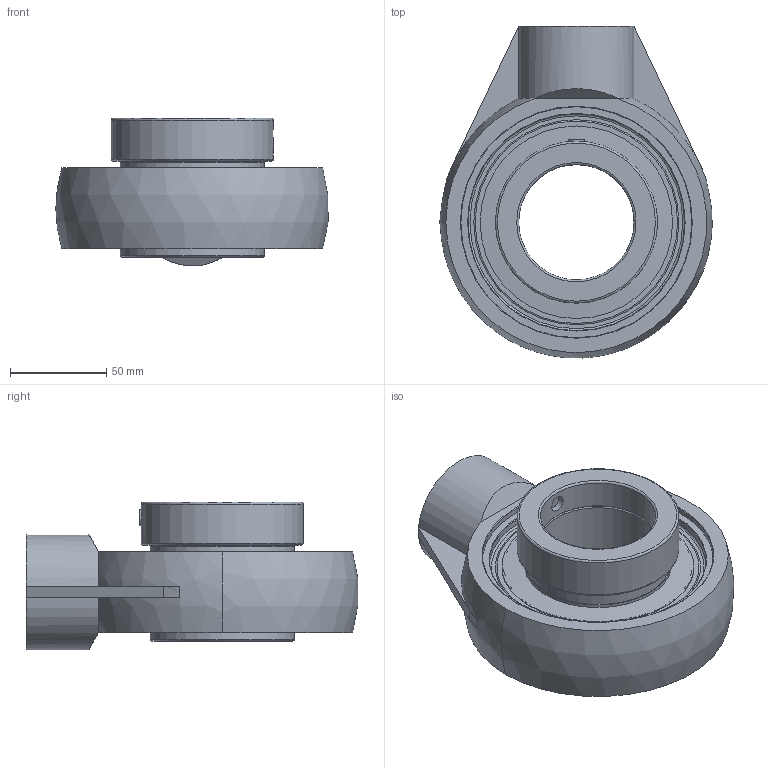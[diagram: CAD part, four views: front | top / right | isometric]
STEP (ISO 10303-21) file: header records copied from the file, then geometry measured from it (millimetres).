
FILE_DESCRIPTION(('HOOPS Exchange Step'),'2;1');
FILE_NAME('export-3B0F9263-AD5E-485E-9E1E-D6CCB8E844FB.stp','2020-05-20T08:40:13-07:00',('dkerr'),('Alibre'),'HOOPS Exchange 2020.0','Alibre','Unknown authorisation');
FILE_SCHEMA( ('AP242_MANAGED_MODEL_BASED_3D_ENGINEERING_MIM_LF {1 0 10303 442 1 1 4 }') );
Length unit declared in the file: inch
Products named in the file (8): MRN SHAM L4L 212; SNC 212 (Ball Bearing); SNC 212 (Shield); SNC 212 (Setscrew); SNC 212 (Collar); SNC 212 L4L (60mm) (Race); MRN SNC 212 L4L (60mm); MRN SNCSHAM 212 L4L (60mm)
Assembly tree (8 placements, depth 3):
  MRN SNCSHAM 212 L4L (60mm)
    MRN SHAM L4L 212
    MRN SNC 212 L4L (60mm)
      SNC 212 (Ball Bearing)
      SNC 212 (Shield)  x2
      SNC 212 (Setscrew)
      SNC 212 (Collar)
      SNC 212 L4L (60mm) (Race)
Bounding box: 141.63 x 172.57 x 76.77 mm (x, y, z)
Volume: 526176.7 mm3; surface area: 145192.2 mm2
Topology: 17 solids, 17 shells, 138 faces, 369 edges, 242 vertices
Faces by surface type: plane 46, cylinder 38, sphere 19, torus 17, cone 14, bspline 4
Full cylindrical faces by diameter (mm): 8.382 x3, 31.75 x1, 60 x2, 72.034 x2, 74.93 x2, 75.565 x2, 76.327 x2, 84.201 x1, 93.935 x2, 100.076 x2, 112.635 x1, 114.635 x1, 120.1 x1
Entity records: 6422 total; most frequent: CARTESIAN_POINT 2890, DIRECTION 776, ORIENTED_EDGE 642, AXIS2_PLACEMENT_3D 338, EDGE_CURVE 321, VERTEX_POINT 228, CIRCLE 185, EDGE_LOOP 149
